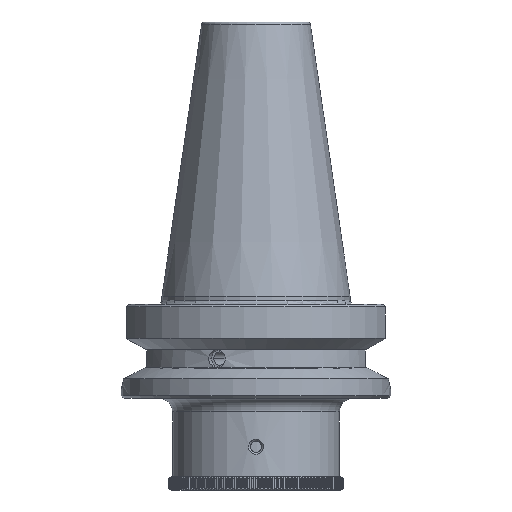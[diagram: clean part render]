
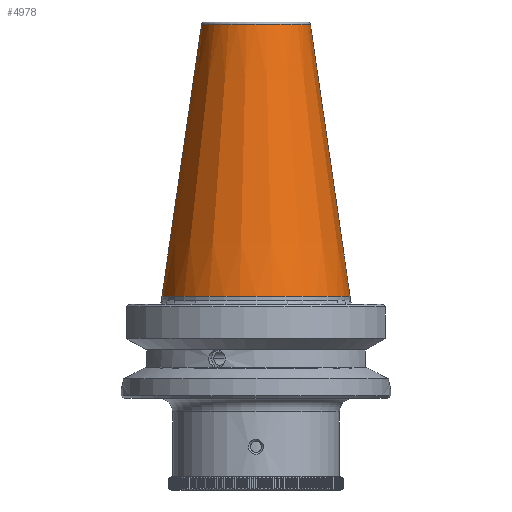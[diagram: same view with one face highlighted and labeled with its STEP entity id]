
A CAD part, front view. The second image highlights one B-rep face of the part: STEP entity #4978.
In plain terms, the highlighted conical face has half-angle 8.297 degrees and reference radius 34.925 mm.
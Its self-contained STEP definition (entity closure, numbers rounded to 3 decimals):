
#4978=ADVANCED_FACE('NONE',(#14378),#14379,.T.);
#6022=EDGE_CURVE('NONE',#7558,#11510,#15516,.T.);
#6684=EDGE_CURVE('NONE',#11960,#7784,#16231,.T.);
#7558=VERTEX_POINT('NONE',#17162);
#7784=VERTEX_POINT('NONE',#17408);
#9598=EDGE_CURVE('NONE',#11960,#7558,#19376,.T.);
#11510=VERTEX_POINT('NONE',#21468);
#11960=VERTEX_POINT('NONE',#21959);
#13858=EDGE_CURVE('NONE',#11510,#7784,#24054,.T.);
#14378=FACE_OUTER_BOUND('',#24898,.T.);
#14379=CONICAL_SURFACE('',#24899,34.925,0.145);
#15516=LINE('',#26861,#26862);
#16231=LINE('',#28077,#28078);
#17162=CARTESIAN_POINT('',(-20.204,0.0,100.944));
#17408=CARTESIAN_POINT('',(34.925,0.0,0.0));
#19376=CIRCLE('',#33773,20.204);
#21468=CARTESIAN_POINT('',(-34.925,0.,0.0));
#21959=CARTESIAN_POINT('',(20.204,0.,100.944));
#24054=CIRCLE('',#41811,34.925);
#24898=EDGE_LOOP('',(#42488,#42489,#42490,#42491));
#24899=AXIS2_PLACEMENT_3D('',#42492,#42493,#42494);
#26861=CARTESIAN_POINT('',(-34.925,0.0,0.0));
#26862=VECTOR('',#43593,1000.0);
#28077=CARTESIAN_POINT('',(34.925,0.,0.0));
#28078=VECTOR('',#44276,1000.0);
#33773=AXIS2_PLACEMENT_3D('',#47611,#47612,#47613);
#41811=AXIS2_PLACEMENT_3D('',#52456,#52457,#52458);
#42488=ORIENTED_EDGE('',*,*,#6684,.F.);
#42489=ORIENTED_EDGE('',*,*,#9598,.T.);
#42490=ORIENTED_EDGE('',*,*,#6022,.T.);
#42491=ORIENTED_EDGE('',*,*,#13858,.T.);
#42492=CARTESIAN_POINT('',(0.0,0.0,0.0));
#42493=DIRECTION('',(-0.0,-0.0,-1.0));
#42494=DIRECTION('',(-1.0,0.0,0.0));
#43593=DIRECTION('',(-0.144,0.0,-0.99));
#44276=DIRECTION('',(0.144,0.,-0.99));
#47611=CARTESIAN_POINT('',(0.0,0.0,100.944));
#47612=DIRECTION('',(0.0,0.0,-1.0));
#47613=DIRECTION('',(1.0,0.0,0.0));
#52456=CARTESIAN_POINT('',(0.0,0.0,0.0));
#52457=DIRECTION('',(0.0,0.0,1.0));
#52458=DIRECTION('',(1.0,0.0,0.0));
